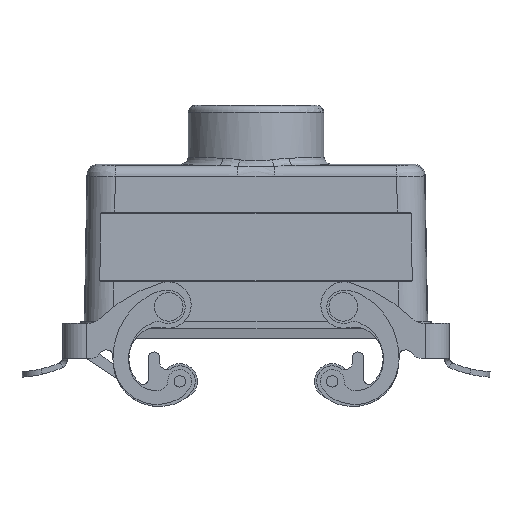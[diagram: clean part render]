
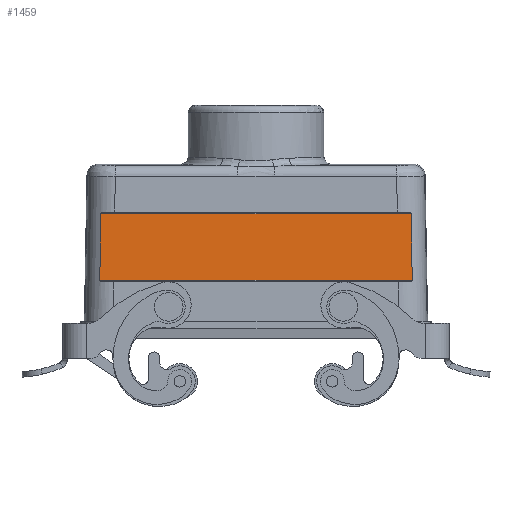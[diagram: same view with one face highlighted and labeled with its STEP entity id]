
A CAD part, front view. The second image highlights one B-rep face of the part: STEP entity #1459.
In plain terms, the highlighted planar face has unit normal (0, -1, 0.018).
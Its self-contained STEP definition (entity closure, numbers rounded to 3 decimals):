
#887=FACE_OUTER_BOUND('',#3308,.T.);
#1459=ADVANCED_FACE('',(#887),#1940,.F.);
#1940=PLANE('',#8404);
#2132=LINE('',#11887,#2598);
#2174=LINE('',#12148,#2640);
#2185=LINE('',#12395,#2651);
#2188=LINE('',#12399,#2654);
#2598=VECTOR('',#9352,1.);
#2640=VECTOR('',#9454,1.);
#2651=VECTOR('',#9519,1.);
#2654=VECTOR('',#9524,1.);
#3308=EDGE_LOOP('',(#4124,#4125,#4126,#4127));
#4124=ORIENTED_EDGE('',*,*,#7236,.F.);
#4125=ORIENTED_EDGE('',*,*,#7195,.T.);
#4126=ORIENTED_EDGE('',*,*,#7233,.F.);
#4127=ORIENTED_EDGE('',*,*,#7118,.F.);
#6318=VERTEX_POINT('',#11886);
#6319=VERTEX_POINT('',#11888);
#6384=VERTEX_POINT('',#12147);
#6385=VERTEX_POINT('',#12149);
#7118=EDGE_CURVE('',#6318,#6319,#2132,.T.);
#7195=EDGE_CURVE('',#6385,#6384,#2174,.T.);
#7233=EDGE_CURVE('',#6319,#6384,#2185,.T.);
#7236=EDGE_CURVE('',#6385,#6318,#2188,.T.);
#8404=AXIS2_PLACEMENT_3D('',#12501,#9541,#9542);
#9352=DIRECTION('',(0.017,0.017,1.));
#9454=DIRECTION('',(-0.017,0.017,1.));
#9519=DIRECTION('',(1.,0.,0.));
#9524=DIRECTION('',(-1.,0.,0.));
#9541=DIRECTION('',(0.,1.,-0.017));
#9542=DIRECTION('',(0.,0.017,1.));
#11886=CARTESIAN_POINT('',(-42.516,-20.265,-31.573));
#11887=CARTESIAN_POINT('',(-42.516,-20.265,-31.573));
#11888=CARTESIAN_POINT('',(-42.206,-19.949,-13.468));
#12147=CARTESIAN_POINT('',(42.206,-19.949,-13.468));
#12148=CARTESIAN_POINT('',(42.516,-20.265,-31.573));
#12149=CARTESIAN_POINT('',(42.516,-20.265,-31.573));
#12395=CARTESIAN_POINT('',(-42.201,-19.949,-13.468));
#12399=CARTESIAN_POINT('',(42.52,-20.265,-31.573));
#12501=CARTESIAN_POINT('',(0.,-19.708,0.344));
